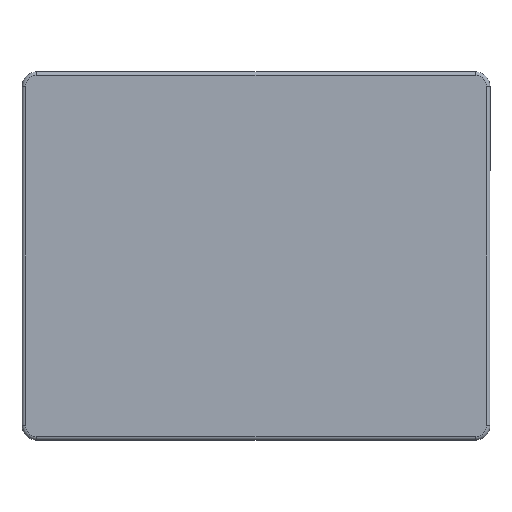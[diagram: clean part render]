
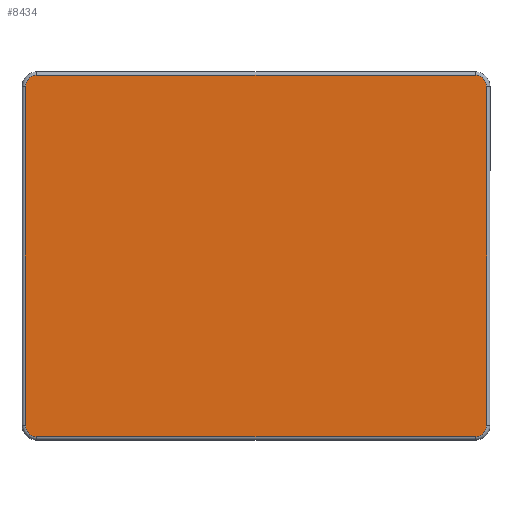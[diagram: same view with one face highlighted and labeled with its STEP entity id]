
A CAD part, front view. The second image highlights one B-rep face of the part: STEP entity #8434.
In plain terms, the highlighted planar face has unit normal (0, -1, 0).
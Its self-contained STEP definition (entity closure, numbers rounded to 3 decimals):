
#63 = CARTESIAN_POINT ( 'NONE',  ( 0., 0., 0. ) ) ;
#289 = VERTEX_POINT ( 'NONE', #6944 ) ;
#335 = ORIENTED_EDGE ( 'NONE', *, *, #6464, .T. ) ;
#462 = LINE ( 'NONE', #6144, #6498 ) ;
#728 = VERTEX_POINT ( 'NONE', #3520 ) ;
#759 = ORIENTED_EDGE ( 'NONE', *, *, #6165, .T. ) ;
#827 = DIRECTION ( 'NONE',  ( 0., 0., -1. ) ) ;
#839 = LINE ( 'NONE', #2305, #8784 ) ;
#908 = CARTESIAN_POINT ( 'NONE',  ( 46.3, 0., 34. ) ) ;
#917 = AXIS2_PLACEMENT_3D ( 'NONE', #63, #5185, #5218 ) ;
#923 = CARTESIAN_POINT ( 'NONE',  ( -46.3, 0., 0. ) ) ;
#994 = CIRCLE ( 'NONE', #4574, 2.3 ) ;
#1071 = ORIENTED_EDGE ( 'NONE', *, *, #6119, .T. ) ;
#1161 = CARTESIAN_POINT ( 'NONE',  ( 46.3, 0., 0. ) ) ;
#1269 = VECTOR ( 'NONE', #2628, 1000. ) ;
#1273 = CARTESIAN_POINT ( 'NONE',  ( 44., 0., -34. ) ) ;
#1574 = ORIENTED_EDGE ( 'NONE', *, *, #8787, .T. ) ;
#1699 = EDGE_LOOP ( 'NONE', ( #3506, #1071, #1574, #759, #5767, #5633, #2501, #335 ) ) ;
#2006 = DIRECTION ( 'NONE',  ( 0., -1., 0. ) ) ;
#2305 = CARTESIAN_POINT ( 'NONE',  ( 0., 0., -36.3 ) ) ;
#2501 = ORIENTED_EDGE ( 'NONE', *, *, #2509, .T. ) ;
#2509 = EDGE_CURVE ( 'NONE', #2537, #7948, #8436, .T. ) ;
#2537 = VERTEX_POINT ( 'NONE', #6342 ) ;
#2628 = DIRECTION ( 'NONE',  ( 0., 0., 1. ) ) ;
#2706 = CARTESIAN_POINT ( 'NONE',  ( -44., 0., 34. ) ) ;
#2740 = DIRECTION ( 'NONE',  ( 0., 0., 1. ) ) ;
#2779 = LINE ( 'NONE', #923, #4979 ) ;
#2937 = CIRCLE ( 'NONE', #3902, 2.3 ) ;
#3017 = DIRECTION ( 'NONE',  ( 0., -1., 0. ) ) ;
#3196 = CARTESIAN_POINT ( 'NONE',  ( -46.3, 0., -34. ) ) ;
#3389 = DIRECTION ( 'NONE',  ( 0., 0., 1. ) ) ;
#3448 = DIRECTION ( 'NONE',  ( 0., 0., 1. ) ) ;
#3506 = ORIENTED_EDGE ( 'NONE', *, *, #4852, .T. ) ;
#3520 = CARTESIAN_POINT ( 'NONE',  ( -46.3, 0., 34. ) ) ;
#3745 = VERTEX_POINT ( 'NONE', #3196 ) ;
#3902 = AXIS2_PLACEMENT_3D ( 'NONE', #7374, #3017, #6693 ) ;
#3906 = CARTESIAN_POINT ( 'NONE',  ( 44., 0., -36.3 ) ) ;
#4223 = CIRCLE ( 'NONE', #4697, 2.3 ) ;
#4574 = AXIS2_PLACEMENT_3D ( 'NONE', #2706, #5680, #3389 ) ;
#4697 = AXIS2_PLACEMENT_3D ( 'NONE', #1273, #2006, #2740 ) ;
#4852 = EDGE_CURVE ( 'NONE', #7889, #289, #462, .T. ) ;
#4979 = VECTOR ( 'NONE', #827, 1000. ) ;
#5143 = CIRCLE ( 'NONE', #7099, 2.3 ) ;
#5185 = DIRECTION ( 'NONE',  ( 0., 1., 0. ) ) ;
#5218 = DIRECTION ( 'NONE',  ( 0., 0., 1. ) ) ;
#5633 = ORIENTED_EDGE ( 'NONE', *, *, #6147, .T. ) ;
#5680 = DIRECTION ( 'NONE',  ( 0., -1., 0. ) ) ;
#5767 = ORIENTED_EDGE ( 'NONE', *, *, #8819, .T. ) ;
#6119 = EDGE_CURVE ( 'NONE', #289, #728, #994, .T. ) ;
#6144 = CARTESIAN_POINT ( 'NONE',  ( 0., 0., 36.3 ) ) ;
#6147 = EDGE_CURVE ( 'NONE', #6613, #2537, #4223, .T. ) ;
#6165 = EDGE_CURVE ( 'NONE', #3745, #8290, #5143, .T. ) ;
#6342 = CARTESIAN_POINT ( 'NONE',  ( 46.3, 0., -34. ) ) ;
#6375 = DIRECTION ( 'NONE',  ( 0., -1., 0. ) ) ;
#6464 = EDGE_CURVE ( 'NONE', #7948, #7889, #2937, .T. ) ;
#6498 = VECTOR ( 'NONE', #7515, 1000. ) ;
#6566 = CARTESIAN_POINT ( 'NONE',  ( 44., 0., 36.3 ) ) ;
#6613 = VERTEX_POINT ( 'NONE', #3906 ) ;
#6693 = DIRECTION ( 'NONE',  ( 0., 0., 1. ) ) ;
#6896 = FACE_OUTER_BOUND ( 'NONE', #1699, .T. ) ;
#6944 = CARTESIAN_POINT ( 'NONE',  ( -44., 0., 36.3 ) ) ;
#7099 = AXIS2_PLACEMENT_3D ( 'NONE', #8534, #6375, #3448 ) ;
#7374 = CARTESIAN_POINT ( 'NONE',  ( 44., 0., 34. ) ) ;
#7515 = DIRECTION ( 'NONE',  ( -1., 0., 0. ) ) ;
#7889 = VERTEX_POINT ( 'NONE', #6566 ) ;
#7926 = CARTESIAN_POINT ( 'NONE',  ( -44., 0., -36.3 ) ) ;
#7948 = VERTEX_POINT ( 'NONE', #908 ) ;
#8115 = PLANE ( 'NONE',  #917 ) ;
#8135 = DIRECTION ( 'NONE',  ( 1., 0., 0. ) ) ;
#8290 = VERTEX_POINT ( 'NONE', #7926 ) ;
#8434 = ADVANCED_FACE ( 'NONE', ( #6896 ), #8115, .F. ) ;
#8436 = LINE ( 'NONE', #1161, #1269 ) ;
#8534 = CARTESIAN_POINT ( 'NONE',  ( -44., 0., -34. ) ) ;
#8784 = VECTOR ( 'NONE', #8135, 1000. ) ;
#8787 = EDGE_CURVE ( 'NONE', #728, #3745, #2779, .T. ) ;
#8819 = EDGE_CURVE ( 'NONE', #8290, #6613, #839, .T. ) ;
